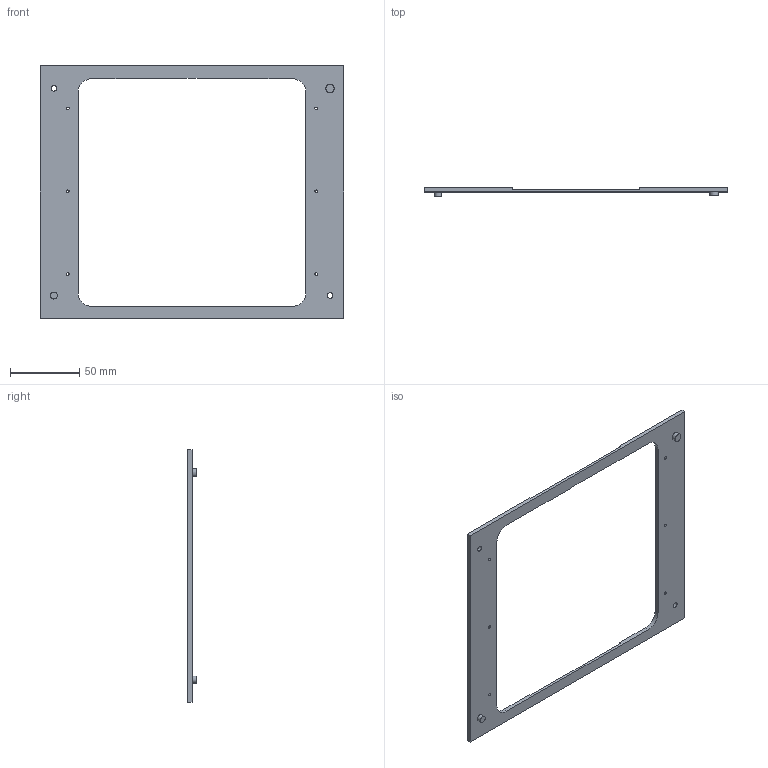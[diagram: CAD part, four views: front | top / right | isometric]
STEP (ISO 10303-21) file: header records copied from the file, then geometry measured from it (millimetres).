
FILE_DESCRIPTION(/* description */ (''),/* implementation_level */ '2;1');
FILE_NAME(/* name */ 'Suis.step',/* time_stamp */ '2023-01-06T20:30:50-06:00',/* author */ (''),/* organization */ (''),/* preprocessor_version */ 'ST-DEVELOPER v19.2',/* originating_system */ 'Autodesk Translation Framework v11.17.0.187',/* authorisation */ '');
FILE_SCHEMA (('AUTOMOTIVE_DESIGN { 1 0 10303 214 3 1 1 }'));
Length unit declared in the file: millimetre
Products named in the file (2): Competition Target Holder; Side
Assembly tree (1 placements, depth 2):
  Competition Target Holder
    Side
Bounding box: 220 x 6 x 183 mm (x, y, z)
Volume: 37708.4 mm3; surface area: 30450.5 mm2
Topology: 1 solids, 1 shells, 35 faces, 96 edges, 64 vertices
Faces by surface type: plane 20, cylinder 15
Full cylindrical faces by diameter (mm): 2 x6, 4 x2, 5 x1, 6 x1
Entity records: 1251 total; most frequent: DIRECTION 202, CARTESIAN_POINT 198, ORIENTED_EDGE 192, EDGE_CURVE 96, AXIS2_PLACEMENT_3D 68, LINE 66, VECTOR 66, VERTEX_POINT 64
